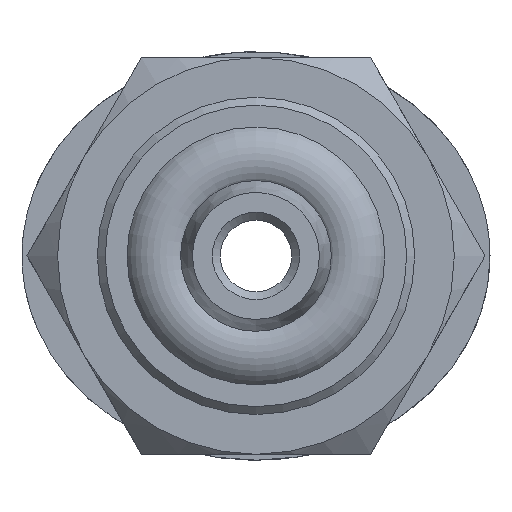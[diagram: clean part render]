
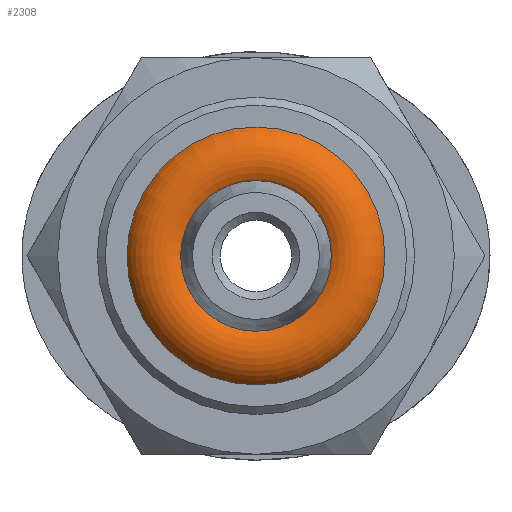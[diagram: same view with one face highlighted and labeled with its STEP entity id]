
A CAD part, front view. The second image highlights one B-rep face of the part: STEP entity #2308.
In plain terms, the highlighted toroidal (fillet/blend) face has major radius 2.425 mm and minor radius 0.951 mm.
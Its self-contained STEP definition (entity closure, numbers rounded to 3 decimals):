
#2242 = CYLINDRICAL_SURFACE('',#2243,1.6);
#2243 = AXIS2_PLACEMENT_3D('',#2244,#2245,#2246);
#2244 = CARTESIAN_POINT('',(0.,0.,0.));
#2245 = DIRECTION('',(-0.,-1.,-0.));
#2246 = DIRECTION('',(0.,0.,-1.));
#2260 = VERTEX_POINT('',#2261);
#2261 = CARTESIAN_POINT('',(0.,4.5,-1.6));
#2281 = EDGE_CURVE('',#2260,#2260,#2282,.T.);
#2282 = SURFACE_CURVE('',#2283,(#2288,#2295),.PCURVE_S1.);
#2283 = CIRCLE('',#2284,1.6);
#2284 = AXIS2_PLACEMENT_3D('',#2285,#2286,#2287);
#2285 = CARTESIAN_POINT('',(0.,4.5,0.));
#2286 = DIRECTION('',(0.,-1.,-0.));
#2287 = DIRECTION('',(0.,0.,-1.));
#2288 = PCURVE('',#2242,#2289);
#2289 = DEFINITIONAL_REPRESENTATION('',(#2290),#2294);
#2290 = LINE('',#2291,#2292);
#2291 = CARTESIAN_POINT('',(0.,-4.5));
#2292 = VECTOR('',#2293,1.);
#2293 = DIRECTION('',(1.,0.));
#2294 = ( GEOMETRIC_REPRESENTATION_CONTEXT(2) 
PARAMETRIC_REPRESENTATION_CONTEXT() REPRESENTATION_CONTEXT('2D SPACE',''
  ) );
#2295 = PCURVE('',#2296,#2301);
#2296 = TOROIDAL_SURFACE('',#2297,2.425,0.951);
#2297 = AXIS2_PLACEMENT_3D('',#2298,#2299,#2300);
#2298 = CARTESIAN_POINT('',(0.,4.973,0.));
#2299 = DIRECTION('',(-0.,-1.,-0.));
#2300 = DIRECTION('',(0.,0.,-1.));
#2301 = DEFINITIONAL_REPRESENTATION('',(#2302),#2306);
#2302 = LINE('',#2303,#2304);
#2303 = CARTESIAN_POINT('',(0.,8.904));
#2304 = VECTOR('',#2305,1.);
#2305 = DIRECTION('',(1.,0.));
#2306 = ( GEOMETRIC_REPRESENTATION_CONTEXT(2) 
PARAMETRIC_REPRESENTATION_CONTEXT() REPRESENTATION_CONTEXT('2D SPACE',''
  ) );
#2308 = ADVANCED_FACE('',(#2309),#2296,.T.);
#2309 = FACE_BOUND('',#2310,.T.);
#2310 = EDGE_LOOP('',(#2311,#2312,#2339,#2370));
#2311 = ORIENTED_EDGE('',*,*,#2281,.F.);
#2312 = ORIENTED_EDGE('',*,*,#2313,.F.);
#2313 = EDGE_CURVE('',#2314,#2260,#2316,.T.);
#2314 = VERTEX_POINT('',#2315);
#2315 = CARTESIAN_POINT('',(0.,4.5,-3.25));
#2316 = SEAM_CURVE('',#2317,(#2325,#2332),.PCURVE_S1.);
#2317 = ( BOUNDED_CURVE() B_SPLINE_CURVE(6,(#2318,#2319,#2320,#2321,
#2322,#2323,#2324),.UNSPECIFIED.,.F.,.F.) B_SPLINE_CURVE_WITH_KNOTS((7,7
),(0.521,2.621),.PIECEWISE_BEZIER_KNOTS.) CURVE() 
GEOMETRIC_REPRESENTATION_ITEM() RATIONAL_B_SPLINE_CURVE((1.057,
    1.018,0.996,0.989,0.996,
1.018,1.057)) REPRESENTATION_ITEM('') );
#2318 = CARTESIAN_POINT('',(0.,4.5,-3.25));
#2319 = CARTESIAN_POINT('',(0.,4.2,
    -3.078));
#2320 = CARTESIAN_POINT('',(0.,3.989,
    -2.786));
#2321 = CARTESIAN_POINT('',(0.,3.912,-2.425));
#2322 = CARTESIAN_POINT('',(0.,3.989,
    -2.064));
#2323 = CARTESIAN_POINT('',(0.,4.2,
    -1.772));
#2324 = CARTESIAN_POINT('',(0.,4.5,-1.6));
#2325 = PCURVE('',#2296,#2326);
#2326 = DEFINITIONAL_REPRESENTATION('',(#2327),#2331);
#2327 = LINE('',#2328,#2329);
#2328 = CARTESIAN_POINT('',(0.,6.283));
#2329 = VECTOR('',#2330,1.);
#2330 = DIRECTION('',(0.,1.));
#2331 = ( GEOMETRIC_REPRESENTATION_CONTEXT(2) 
PARAMETRIC_REPRESENTATION_CONTEXT() REPRESENTATION_CONTEXT('2D SPACE',''
  ) );
#2332 = PCURVE('',#2296,#2333);
#2333 = DEFINITIONAL_REPRESENTATION('',(#2334),#2338);
#2334 = LINE('',#2335,#2336);
#2335 = CARTESIAN_POINT('',(6.283,6.283));
#2336 = VECTOR('',#2337,1.);
#2337 = DIRECTION('',(0.,1.));
#2338 = ( GEOMETRIC_REPRESENTATION_CONTEXT(2) 
PARAMETRIC_REPRESENTATION_CONTEXT() REPRESENTATION_CONTEXT('2D SPACE',''
  ) );
#2339 = ORIENTED_EDGE('',*,*,#2340,.T.);
#2340 = EDGE_CURVE('',#2314,#2314,#2341,.T.);
#2341 = SURFACE_CURVE('',#2342,(#2347,#2354),.PCURVE_S1.);
#2342 = CIRCLE('',#2343,3.25);
#2343 = AXIS2_PLACEMENT_3D('',#2344,#2345,#2346);
#2344 = CARTESIAN_POINT('',(0.,4.5,0.));
#2345 = DIRECTION('',(0.,-1.,-0.));
#2346 = DIRECTION('',(0.,0.,-1.));
#2347 = PCURVE('',#2296,#2348);
#2348 = DEFINITIONAL_REPRESENTATION('',(#2349),#2353);
#2349 = LINE('',#2350,#2351);
#2350 = CARTESIAN_POINT('',(0.,6.804));
#2351 = VECTOR('',#2352,1.);
#2352 = DIRECTION('',(1.,0.));
#2353 = ( GEOMETRIC_REPRESENTATION_CONTEXT(2) 
PARAMETRIC_REPRESENTATION_CONTEXT() REPRESENTATION_CONTEXT('2D SPACE',''
  ) );
#2354 = PCURVE('',#2355,#2360);
#2355 = PLANE('',#2356);
#2356 = AXIS2_PLACEMENT_3D('',#2357,#2358,#2359);
#2357 = CARTESIAN_POINT('',(-3.8,4.5,0.));
#2358 = DIRECTION('',(0.,1.,0.));
#2359 = DIRECTION('',(0.,-0.,1.));
#2360 = DEFINITIONAL_REPRESENTATION('',(#2361),#2369);
#2361 = ( BOUNDED_CURVE() B_SPLINE_CURVE(2,(#2362,#2363,#2364,#2365,
#2366,#2367,#2368),.UNSPECIFIED.,.T.,.F.) B_SPLINE_CURVE_WITH_KNOTS((1,2
    ,2,2,2,1),(-2.094,0.,2.094,4.189,
6.283,8.378),.UNSPECIFIED.) CURVE() 
GEOMETRIC_REPRESENTATION_ITEM() RATIONAL_B_SPLINE_CURVE((1.,0.5,1.,0.5,
1.,0.5,1.)) REPRESENTATION_ITEM('') );
#2362 = CARTESIAN_POINT('',(-3.25,3.8));
#2363 = CARTESIAN_POINT('',(-3.25,9.429));
#2364 = CARTESIAN_POINT('',(1.625,6.615));
#2365 = CARTESIAN_POINT('',(6.5,3.8));
#2366 = CARTESIAN_POINT('',(1.625,0.985));
#2367 = CARTESIAN_POINT('',(-3.25,-1.829));
#2368 = CARTESIAN_POINT('',(-3.25,3.8));
#2369 = ( GEOMETRIC_REPRESENTATION_CONTEXT(2) 
PARAMETRIC_REPRESENTATION_CONTEXT() REPRESENTATION_CONTEXT('2D SPACE',''
  ) );
#2370 = ORIENTED_EDGE('',*,*,#2313,.T.);
